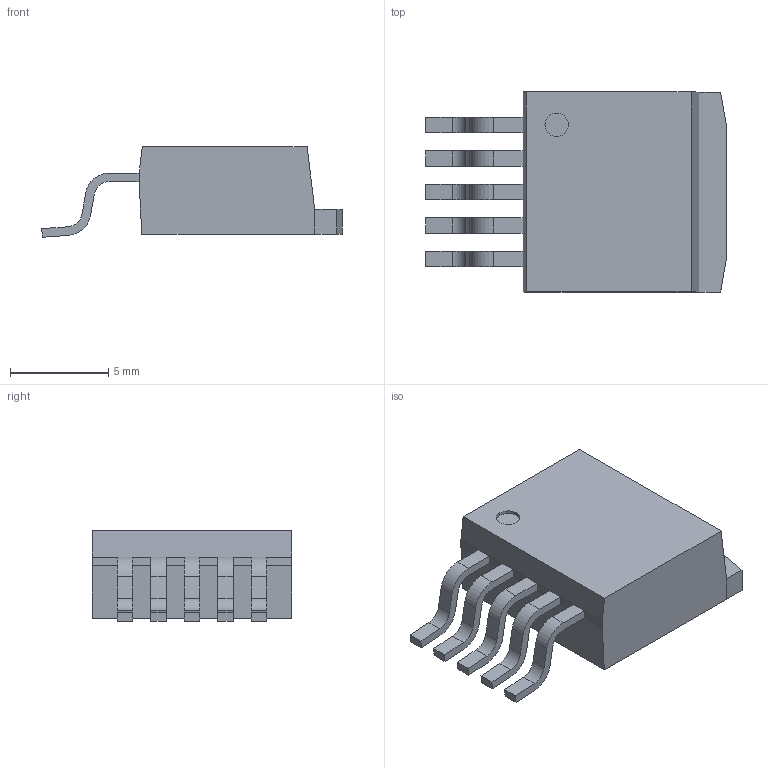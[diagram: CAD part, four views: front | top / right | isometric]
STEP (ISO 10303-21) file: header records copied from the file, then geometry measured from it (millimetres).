
FILE_DESCRIPTION(('FreeCAD Model'),'2;1');
FILE_NAME('TI_TO-263_KTT.step','2021-11-03T05:20:24',( 'kicad StepUp'),('ksu MCAD'),'Open CASCADE STEP processor 7.3', 'FreeCAD','Unknown');
FILE_SCHEMA(('AUTOMOTIVE_DESIGN { 1 0 10303 214 1 1 1 1 }'));
Length unit declared in the file: millimetre
Products named in the file (1): TI_TO-263_KTTp
Bounding box: 15.27 x 10.16 x 4.59 mm (x, y, z)
Volume: 422.5 mm3; surface area: 602 mm2
Topology: 7 solids, 7 shells, 99 faces, 250 edges, 166 vertices
Faces by surface type: plane 77, cylinder 22
Entity records: 3648 total; most frequent: CARTESIAN_POINT 516, ORIENTED_EDGE 500, DIRECTION 494, EDGE_CURVE 250, LINE 206, VECTOR 206, VERTEX_POINT 166, AXIS2_PLACEMENT_3D 144
